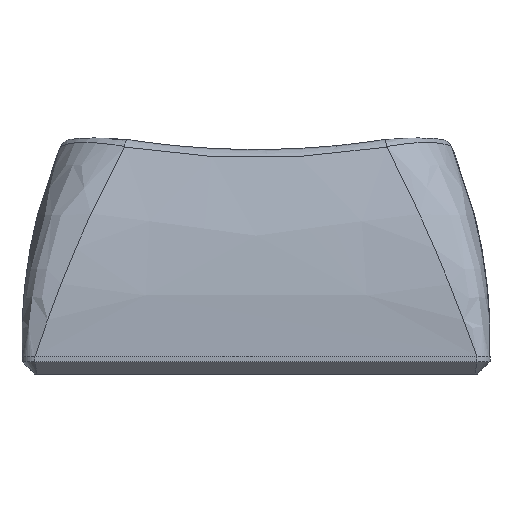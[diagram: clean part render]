
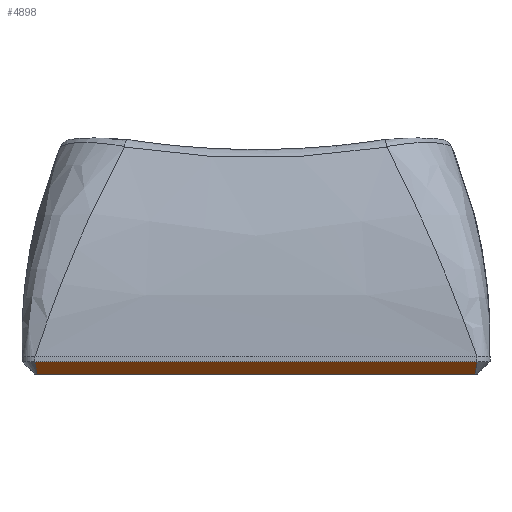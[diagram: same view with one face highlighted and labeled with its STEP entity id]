
A CAD part, front view. The second image highlights one B-rep face of the part: STEP entity #4898.
In plain terms, the highlighted planar face has unit normal (0, -0.707, -0.707).
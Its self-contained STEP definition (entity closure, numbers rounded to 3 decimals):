
#720 = PLANE('',#721);
#721 = AXIS2_PLACEMENT_3D('',#722,#723,#724);
#722 = CARTESIAN_POINT('',(-8.5,-9.,0.672));
#723 = DIRECTION('',(0.,-1.,0.));
#724 = DIRECTION('',(1.,0.,0.));
#1973 = VERTEX_POINT('',#1974);
#1974 = CARTESIAN_POINT('',(-8.5,-9.,0.48));
#2000 = EDGE_CURVE('',#1973,#2001,#2003,.T.);
#2001 = VERTEX_POINT('',#2002);
#2002 = CARTESIAN_POINT('',(8.5,-9.,0.48));
#2003 = SURFACE_CURVE('',#2004,(#2008,#2015),.PCURVE_S1.);
#2004 = LINE('',#2005,#2006);
#2005 = CARTESIAN_POINT('',(-8.5,-9.,0.48));
#2006 = VECTOR('',#2007,1.);
#2007 = DIRECTION('',(1.,0.,0.));
#2008 = PCURVE('',#720,#2009);
#2009 = DEFINITIONAL_REPRESENTATION('',(#2010),#2014);
#2010 = LINE('',#2011,#2012);
#2011 = CARTESIAN_POINT('',(0.,-0.192));
#2012 = VECTOR('',#2013,1.);
#2013 = DIRECTION('',(1.,0.));
#2014 = ( GEOMETRIC_REPRESENTATION_CONTEXT(2) 
PARAMETRIC_REPRESENTATION_CONTEXT() REPRESENTATION_CONTEXT('2D SPACE',''
  ) );
#2015 = PCURVE('',#2016,#2021);
#2016 = PLANE('',#2017);
#2017 = AXIS2_PLACEMENT_3D('',#2018,#2019,#2020);
#2018 = CARTESIAN_POINT('',(-8.5,-8.76,0.24));
#2019 = DIRECTION('',(0.,0.707,0.707)
  );
#2020 = DIRECTION('',(1.,0.,0.));
#2021 = DEFINITIONAL_REPRESENTATION('',(#2022),#2026);
#2022 = LINE('',#2023,#2024);
#2023 = CARTESIAN_POINT('',(0.,-0.339));
#2024 = VECTOR('',#2025,1.);
#2025 = DIRECTION('',(1.,0.));
#2026 = ( GEOMETRIC_REPRESENTATION_CONTEXT(2) 
PARAMETRIC_REPRESENTATION_CONTEXT() REPRESENTATION_CONTEXT('2D SPACE',''
  ) );
#3188 = CONICAL_SURFACE('',#3189,0.7,0.785);
#3189 = AXIS2_PLACEMENT_3D('',#3190,#3191,#3192);
#3190 = CARTESIAN_POINT('',(8.323,-8.323,0.48));
#3191 = DIRECTION('',(-0.,-0.,1.));
#3192 = DIRECTION('',(0.967,-0.253,0.));
#4898 = ADVANCED_FACE('',(#4899),#2016,.F.);
#4899 = FACE_BOUND('',#4900,.F.);
#4900 = EDGE_LOOP('',(#4901,#4936,#4937,#4967));
#4901 = ORIENTED_EDGE('',*,*,#4902,.F.);
#4902 = EDGE_CURVE('',#1973,#4903,#4905,.T.);
#4903 = VERTEX_POINT('',#4904);
#4904 = CARTESIAN_POINT('',(-8.42,-8.52,0.));
#4905 = SURFACE_CURVE('',#4906,(#4911,#4918),.PCURVE_S1.);
#4906 = PARABOLA('',#4907,0.008);
#4907 = AXIS2_PLACEMENT_3D('',#4908,#4909,#4910);
#4908 = CARTESIAN_POINT('',(-8.323,-8.311,
    -0.209));
#4909 = DIRECTION('',(0.,0.707,0.707)
  );
#4910 = DIRECTION('',(0.,-0.707,0.707)
  );
#4911 = PCURVE('',#2016,#4912);
#4912 = DEFINITIONAL_REPRESENTATION('',(#4913),#4917);
#4913 = B_SPLINE_CURVE_WITH_KNOTS('',2,(#4914,#4915,#4916),
  .UNSPECIFIED.,.F.,.F.,(3,3),(-0.177,-0.098),
  .PIECEWISE_BEZIER_KNOTS.);
#4914 = CARTESIAN_POINT('',(0.,-0.339));
#4915 = CARTESIAN_POINT('',(0.04,0.098));
#4916 = CARTESIAN_POINT('',(0.08,0.339));
#4917 = ( GEOMETRIC_REPRESENTATION_CONTEXT(2) 
PARAMETRIC_REPRESENTATION_CONTEXT() REPRESENTATION_CONTEXT('2D SPACE',''
  ) );
#4918 = PCURVE('',#4919,#4924);
#4919 = CONICAL_SURFACE('',#4920,0.7,0.785);
#4920 = AXIS2_PLACEMENT_3D('',#4921,#4922,#4923);
#4921 = CARTESIAN_POINT('',(-8.323,-8.323,0.48));
#4922 = DIRECTION('',(-0.,-0.,1.));
#4923 = DIRECTION('',(-0.253,-0.967,-0.));
#4924 = DEFINITIONAL_REPRESENTATION('',(#4925),#4935);
#4925 = B_SPLINE_CURVE_WITH_KNOTS('',8,(#4926,#4927,#4928,#4929,#4930,
    #4931,#4932,#4933,#4934),.UNSPECIFIED.,.F.,.F.,(9,9),(
    -0.177,-0.098),.PIECEWISE_BEZIER_KNOTS.);
#4926 = CARTESIAN_POINT('',(0.,0.));
#4927 = CARTESIAN_POINT('',(-0.014,-0.077));
#4928 = CARTESIAN_POINT('',(-0.03,-0.15));
#4929 = CARTESIAN_POINT('',(-0.048,-0.217));
#4930 = CARTESIAN_POINT('',(-0.069,-0.28));
#4931 = CARTESIAN_POINT('',(-0.094,-0.337));
#4932 = CARTESIAN_POINT('',(-0.123,-0.39));
#4933 = CARTESIAN_POINT('',(-0.158,-0.437));
#4934 = CARTESIAN_POINT('',(-0.203,-0.48));
#4935 = ( GEOMETRIC_REPRESENTATION_CONTEXT(2) 
PARAMETRIC_REPRESENTATION_CONTEXT() REPRESENTATION_CONTEXT('2D SPACE',''
  ) );
#4936 = ORIENTED_EDGE('',*,*,#2000,.T.);
#4937 = ORIENTED_EDGE('',*,*,#4938,.T.);
#4938 = EDGE_CURVE('',#2001,#4939,#4941,.T.);
#4939 = VERTEX_POINT('',#4940);
#4940 = CARTESIAN_POINT('',(8.42,-8.52,0.));
#4941 = SURFACE_CURVE('',#4942,(#4947,#4954),.PCURVE_S1.);
#4942 = PARABOLA('',#4943,0.008);
#4943 = AXIS2_PLACEMENT_3D('',#4944,#4945,#4946);
#4944 = CARTESIAN_POINT('',(8.323,-8.311,
    -0.209));
#4945 = DIRECTION('',(0.,-0.707,-0.707
    ));
#4946 = DIRECTION('',(0.,-0.707,0.707)
  );
#4947 = PCURVE('',#2016,#4948);
#4948 = DEFINITIONAL_REPRESENTATION('',(#4949),#4953);
#4949 = B_SPLINE_CURVE_WITH_KNOTS('',2,(#4950,#4951,#4952),
  .UNSPECIFIED.,.F.,.F.,(3,3),(-0.177,-0.098),
  .PIECEWISE_BEZIER_KNOTS.);
#4950 = CARTESIAN_POINT('',(17.,-0.339));
#4951 = CARTESIAN_POINT('',(16.96,0.098));
#4952 = CARTESIAN_POINT('',(16.92,0.339));
#4953 = ( GEOMETRIC_REPRESENTATION_CONTEXT(2) 
PARAMETRIC_REPRESENTATION_CONTEXT() REPRESENTATION_CONTEXT('2D SPACE',''
  ) );
#4954 = PCURVE('',#3188,#4955);
#4955 = DEFINITIONAL_REPRESENTATION('',(#4956),#4966);
#4956 = B_SPLINE_CURVE_WITH_KNOTS('',8,(#4957,#4958,#4959,#4960,#4961,
    #4962,#4963,#4964,#4965),.UNSPECIFIED.,.F.,.F.,(9,9),(
    -0.177,-0.098),.PIECEWISE_BEZIER_KNOTS.);
#4957 = CARTESIAN_POINT('',(-1.059,0.));
#4958 = CARTESIAN_POINT('',(-1.045,-0.077));
#4959 = CARTESIAN_POINT('',(-1.029,-0.15));
#4960 = CARTESIAN_POINT('',(-1.01,-0.217));
#4961 = CARTESIAN_POINT('',(-0.99,-0.28));
#4962 = CARTESIAN_POINT('',(-0.965,-0.337));
#4963 = CARTESIAN_POINT('',(-0.936,-0.39));
#4964 = CARTESIAN_POINT('',(-0.901,-0.437));
#4965 = CARTESIAN_POINT('',(-0.856,-0.48));
#4966 = ( GEOMETRIC_REPRESENTATION_CONTEXT(2) 
PARAMETRIC_REPRESENTATION_CONTEXT() REPRESENTATION_CONTEXT('2D SPACE',''
  ) );
#4967 = ORIENTED_EDGE('',*,*,#4968,.F.);
#4968 = EDGE_CURVE('',#4903,#4939,#4969,.T.);
#4969 = SURFACE_CURVE('',#4970,(#4974,#4981),.PCURVE_S1.);
#4970 = LINE('',#4971,#4972);
#4971 = CARTESIAN_POINT('',(-8.5,-8.52,0.));
#4972 = VECTOR('',#4973,1.);
#4973 = DIRECTION('',(1.,0.,0.));
#4974 = PCURVE('',#2016,#4975);
#4975 = DEFINITIONAL_REPRESENTATION('',(#4976),#4980);
#4976 = LINE('',#4977,#4978);
#4977 = CARTESIAN_POINT('',(0.,0.339));
#4978 = VECTOR('',#4979,1.);
#4979 = DIRECTION('',(1.,0.));
#4980 = ( GEOMETRIC_REPRESENTATION_CONTEXT(2) 
PARAMETRIC_REPRESENTATION_CONTEXT() REPRESENTATION_CONTEXT('2D SPACE',''
  ) );
#4981 = PCURVE('',#4982,#4987);
#4982 = PLANE('',#4983);
#4983 = AXIS2_PLACEMENT_3D('',#4984,#4985,#4986);
#4984 = CARTESIAN_POINT('',(8.5,9.,0.));
#4985 = DIRECTION('',(0.,0.,-1.));
#4986 = DIRECTION('',(-1.,0.,0.));
#4987 = DEFINITIONAL_REPRESENTATION('',(#4988),#4992);
#4988 = LINE('',#4989,#4990);
#4989 = CARTESIAN_POINT('',(17.,-17.52));
#4990 = VECTOR('',#4991,1.);
#4991 = DIRECTION('',(-1.,0.));
#4992 = ( GEOMETRIC_REPRESENTATION_CONTEXT(2) 
PARAMETRIC_REPRESENTATION_CONTEXT() REPRESENTATION_CONTEXT('2D SPACE',''
  ) );
